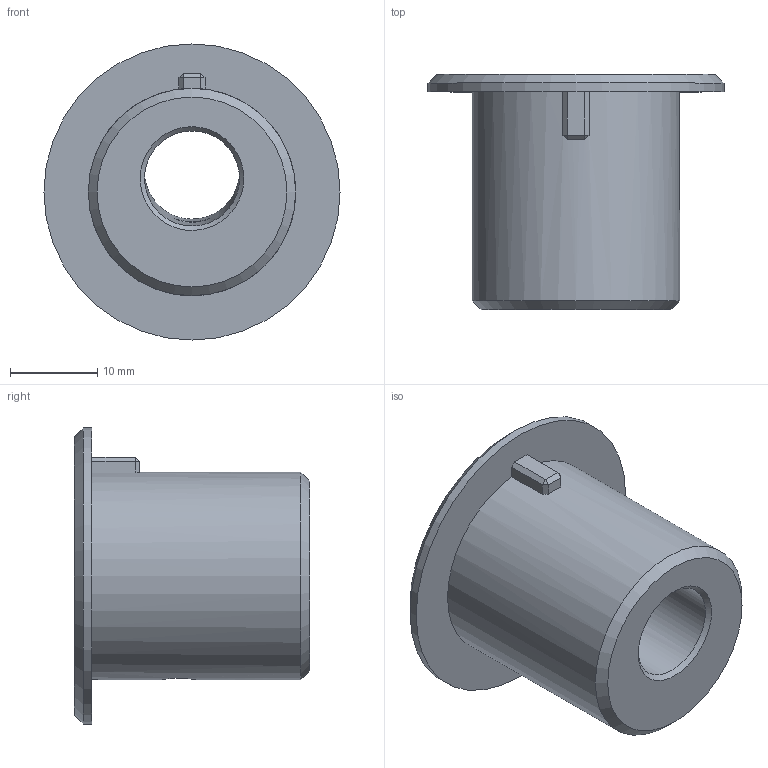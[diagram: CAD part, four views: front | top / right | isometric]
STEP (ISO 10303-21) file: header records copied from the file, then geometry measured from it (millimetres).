
FILE_DESCRIPTION(/* description */ (''),/* implementation_level */ '2;1');
FILE_NAME(/* name */ 'RFVplotter-PenHolder10.5mm.step',/* time_stamp */ '2022-10-01T14:01:20+02:00',/* author */ (''),/* organization */ (''),/* preprocessor_version */ 'ST-DEVELOPER v19',/* originating_system */ 'Autodesk Translation Framework v11.7.0.108',/* authorisation */ '');
FILE_SCHEMA (('AUTOMOTIVE_DESIGN { 1 0 10303 214 3 1 1 }'));
Length unit declared in the file: millimetre
Products named in the file (1): RFVplotter-PenHolder10.5mm
Bounding box: 34 x 27 x 34 mm (x, y, z)
Volume: 10227.4 mm3; surface area: 4645.3 mm2
Topology: 1 solids, 1 shells, 82 faces, 218 edges, 143 vertices
Faces by surface type: bspline 41, plane 35, cylinder 4, cone 2
Full cylindrical faces by diameter (mm): 4 x1, 10.9 x1, 23.8 x1, 34 x1
Entity records: 3148 total; most frequent: CARTESIAN_POINT 1349, ORIENTED_EDGE 436, DIRECTION 223, EDGE_CURVE 218, VERTEX_POINT 143, LINE 119, VECTOR 119, EDGE_LOOP 91
